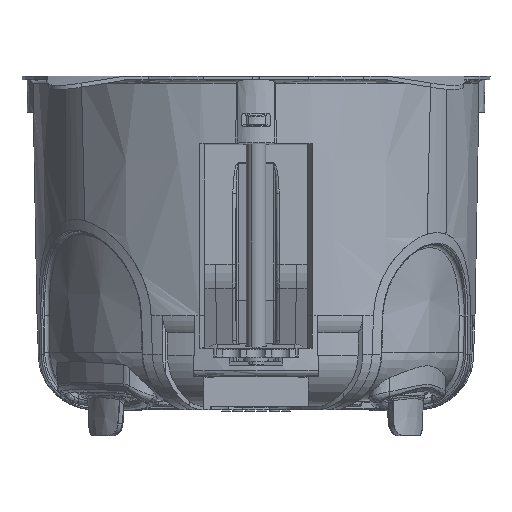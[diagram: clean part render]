
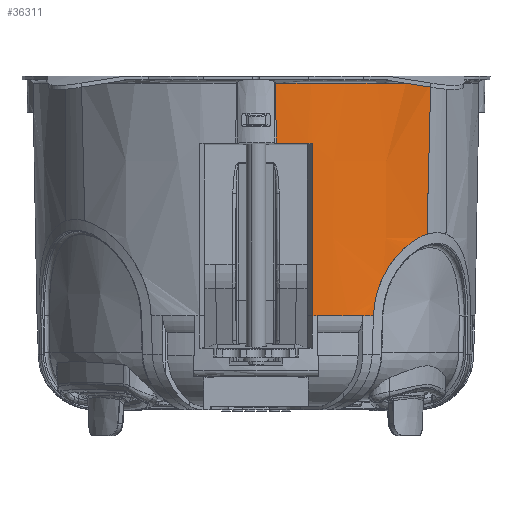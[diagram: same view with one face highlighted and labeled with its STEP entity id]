
A CAD part, front view. The second image highlights one B-rep face of the part: STEP entity #36311.
In plain terms, the highlighted conical face has half-angle 1 degrees and reference radius 33.812 mm.
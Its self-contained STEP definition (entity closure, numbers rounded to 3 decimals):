
#34003=AXIS2_PLACEMENT_3D('Circle Axis2P3D',#34001,#34002,$) ;
#36245=AXIS2_PLACEMENT_3D('Cone Axis2P3D',#36242,#36243,#36244) ;
#36249=AXIS2_PLACEMENT_3D('Circle Axis2P3D',#36247,#36248,$) ;
#36258=AXIS2_PLACEMENT_3D('Circle Axis2P3D',#36256,#36257,$) ;
#36265=AXIS2_PLACEMENT_3D('Circle Axis2P3D',#36263,#36264,$) ;
#33962=CARTESIAN_POINT('Vertex',(25.94,-21.184,-18.399)) ;
#33971=CARTESIAN_POINT('Vertex',(26.501,-21.126,4.509)) ;
#33975=CARTESIAN_POINT('Control Point',(26.501,-21.126,4.509)) ;
#33976=CARTESIAN_POINT('Control Point',(26.315,-21.146,-3.127)) ;
#33977=CARTESIAN_POINT('Control Point',(26.128,-21.166,-10.763)) ;
#33978=CARTESIAN_POINT('Control Point',(25.94,-21.184,-18.399)) ;
#33998=CARTESIAN_POINT('Vertex',(2.977,-33.76,4.509)) ;
#34001=CARTESIAN_POINT('Axis2P3D Location',(0.,0.,4.509)) ;
#35844=CARTESIAN_POINT('Control Point',(25.939,-21.185,-18.399)) ;
#35845=CARTESIAN_POINT('Control Point',(25.939,-21.185,-18.399)) ;
#35846=CARTESIAN_POINT('Control Point',(25.94,-21.185,-18.399)) ;
#35847=CARTESIAN_POINT('Control Point',(25.94,-21.185,-18.399)) ;
#35848=CARTESIAN_POINT('Control Point',(25.94,-21.185,-18.399)) ;
#35849=CARTESIAN_POINT('Control Point',(25.94,-21.184,-18.399)) ;
#35850=CARTESIAN_POINT('Vertex',(25.939,-21.185,-18.399)) ;
#35854=CARTESIAN_POINT('Control Point',(17.809,-28.109,-30.753)) ;
#35855=CARTESIAN_POINT('Control Point',(17.837,-28.108,-29.924)) ;
#35856=CARTESIAN_POINT('Control Point',(17.925,-28.069,-29.105)) ;
#35857=CARTESIAN_POINT('Control Point',(18.069,-27.993,-28.341)) ;
#35858=CARTESIAN_POINT('Control Point',(18.598,-27.693,-26.236)) ;
#35859=CARTESIAN_POINT('Control Point',(19.341,-27.219,-24.623)) ;
#35860=CARTESIAN_POINT('Control Point',(19.855,-26.867,-23.715)) ;
#35861=CARTESIAN_POINT('Control Point',(20.707,-26.247,-22.442)) ;
#35862=CARTESIAN_POINT('Control Point',(21.572,-25.555,-21.428)) ;
#35863=CARTESIAN_POINT('Control Point',(21.898,-25.284,-21.078)) ;
#35864=CARTESIAN_POINT('Control Point',(22.941,-24.387,-20.047)) ;
#35865=CARTESIAN_POINT('Control Point',(23.963,-23.406,-19.299)) ;
#35866=CARTESIAN_POINT('Control Point',(24.646,-22.696,-18.896)) ;
#35867=CARTESIAN_POINT('Control Point',(25.306,-21.955,-18.597)) ;
#35868=CARTESIAN_POINT('Control Point',(25.939,-21.185,-18.399)) ;
#35869=CARTESIAN_POINT('Vertex',(17.809,-28.109,-30.753)) ;
#36242=CARTESIAN_POINT('Axis2P3D Location',(0.,0.,0.)) ;
#36247=CARTESIAN_POINT('Axis2P3D Location',(0.,0.,-30.753)) ;
#36251=CARTESIAN_POINT('Vertex',(8.566,-32.154,-30.753)) ;
#36253=CARTESIAN_POINT('Vertex',(9.299,-31.95,-30.753)) ;
#36256=CARTESIAN_POINT('Axis2P3D Location',(0.,0.,-30.753)) ;
#36260=CARTESIAN_POINT('Vertex',(16.188,-29.073,-30.753)) ;
#36263=CARTESIAN_POINT('Axis2P3D Location',(0.,0.,-30.753)) ;
#36269=CARTESIAN_POINT('Control Point',(2.977,-33.76,4.509)) ;
#36270=CARTESIAN_POINT('Control Point',(3.01,-33.704,1.482)) ;
#36271=CARTESIAN_POINT('Control Point',(3.041,-33.648,-1.544)) ;
#36272=CARTESIAN_POINT('Control Point',(3.07,-33.593,-4.57)) ;
#36273=CARTESIAN_POINT('Vertex',(3.07,-33.593,-4.57)) ;
#36277=CARTESIAN_POINT('Control Point',(3.07,-33.593,-4.57)) ;
#36278=CARTESIAN_POINT('Control Point',(4.667,-33.447,-4.578)) ;
#36279=CARTESIAN_POINT('Control Point',(6.255,-33.186,-4.592)) ;
#36280=CARTESIAN_POINT('Control Point',(7.815,-32.814,-4.611)) ;
#36281=CARTESIAN_POINT('Vertex',(7.815,-32.814,-4.611)) ;
#36285=CARTESIAN_POINT('Control Point',(7.815,-32.814,-4.611)) ;
#36286=CARTESIAN_POINT('Control Point',(8.067,-32.754,-4.614)) ;
#36287=CARTESIAN_POINT('Control Point',(8.319,-32.691,-4.617)) ;
#36288=CARTESIAN_POINT('Control Point',(8.569,-32.625,-4.621)) ;
#36289=CARTESIAN_POINT('Vertex',(8.569,-32.625,-4.621)) ;
#36293=CARTESIAN_POINT('Control Point',(8.569,-32.625,-4.621)) ;
#36294=CARTESIAN_POINT('Control Point',(8.568,-32.468,-13.332)) ;
#36295=CARTESIAN_POINT('Control Point',(8.567,-32.311,-22.042)) ;
#36296=CARTESIAN_POINT('Control Point',(8.566,-32.154,-30.753)) ;
#34002=DIRECTION('Axis2P3D Direction',(0.,-0.,1.)) ;
#36243=DIRECTION('Axis2P3D Direction',(-0.,-0.,1.)) ;
#36244=DIRECTION('Axis2P3D XDirection',(-0.999,-0.053,0.)) ;
#36248=DIRECTION('Axis2P3D Direction',(0.,0.,1.)) ;
#36257=DIRECTION('Axis2P3D Direction',(0.,0.,1.)) ;
#36264=DIRECTION('Axis2P3D Direction',(0.,0.,1.)) ;
#36299=ORIENTED_EDGE('',*,*,#36255,.T.) ;
#36300=ORIENTED_EDGE('',*,*,#36262,.F.) ;
#36301=ORIENTED_EDGE('',*,*,#36267,.T.) ;
#36302=ORIENTED_EDGE('',*,*,#35871,.T.) ;
#36303=ORIENTED_EDGE('',*,*,#35852,.T.) ;
#36304=ORIENTED_EDGE('',*,*,#33979,.F.) ;
#36305=ORIENTED_EDGE('',*,*,#34005,.T.) ;
#36306=ORIENTED_EDGE('',*,*,#36275,.F.) ;
#36307=ORIENTED_EDGE('',*,*,#36283,.T.) ;
#36308=ORIENTED_EDGE('',*,*,#36291,.F.) ;
#36309=ORIENTED_EDGE('',*,*,#36297,.F.) ;
#36311=ADVANCED_FACE('boite 1 poste p40 \X2\00E9\X0\tanche\\Boite etanche prof 50mm EG00419 en PP rigide',(#36310),#36246,.T.) ;
#33974=B_SPLINE_CURVE_WITH_KNOTS('',3,(#33975,#33976,#33977,#33978),.UNSPECIFIED.,.F.,.U.,(4,4),(0.,32.406),.UNSPECIFIED.) ;
#35843=B_SPLINE_CURVE_WITH_KNOTS('',5,(#35844,#35845,#35846,#35847,#35848,#35849),.UNSPECIFIED.,.F.,.U.,(6,6),(40.512,40.516),.UNSPECIFIED.) ;
#35853=B_SPLINE_CURVE_WITH_KNOTS('',5,(#35854,#35855,#35856,#35857,#35858,#35859,#35860,#35861,#35862,#35863,#35864,#35865,#35866,#35867,#35868),.UNSPECIFIED.,.F.,.U.,(6,3,3,3,6),(0.032,5.909,17.643,24.767,40.512),.UNSPECIFIED.) ;
#36268=B_SPLINE_CURVE_WITH_KNOTS('',3,(#36269,#36270,#36271,#36272),.UNSPECIFIED.,.F.,.U.,(4,4),(9.976,22.818),.UNSPECIFIED.) ;
#36276=B_SPLINE_CURVE_WITH_KNOTS('',3,(#36277,#36278,#36279,#36280),.UNSPECIFIED.,.F.,.U.,(4,4),(15.641,22.456),.UNSPECIFIED.) ;
#36284=B_SPLINE_CURVE_WITH_KNOTS('',3,(#36285,#36286,#36287,#36288),.UNSPECIFIED.,.F.,.U.,(4,4),(0.,1.101),.UNSPECIFIED.) ;
#36292=B_SPLINE_CURVE_WITH_KNOTS('',3,(#36293,#36294,#36295,#36296),.UNSPECIFIED.,.F.,.U.,(4,4),(22.889,59.851),.UNSPECIFIED.) ;
#34004=CIRCLE('generated circle',#34003,33.891) ;
#36250=CIRCLE('generated circle',#36249,33.276) ;
#36259=CIRCLE('generated circle',#36258,33.276) ;
#36266=CIRCLE('generated circle',#36265,33.276) ;
#36246=CONICAL_SURFACE('Cone',#36245,33.813,0.017) ;
#33979=EDGE_CURVE('',#33972,#33963,#33974,.T.) ;
#34005=EDGE_CURVE('',#33972,#33999,#34004,.F.) ;
#35852=EDGE_CURVE('',#35851,#33963,#35843,.T.) ;
#35871=EDGE_CURVE('',#35870,#35851,#35853,.T.) ;
#36255=EDGE_CURVE('',#36252,#36254,#36250,.T.) ;
#36262=EDGE_CURVE('',#36261,#36254,#36259,.F.) ;
#36267=EDGE_CURVE('',#36261,#35870,#36266,.T.) ;
#36275=EDGE_CURVE('',#36274,#33999,#36268,.F.) ;
#36283=EDGE_CURVE('',#36274,#36282,#36276,.T.) ;
#36291=EDGE_CURVE('',#36290,#36282,#36284,.F.) ;
#36297=EDGE_CURVE('',#36252,#36290,#36292,.F.) ;
#36298=EDGE_LOOP('',(#36299,#36300,#36301,#36302,#36303,#36304,#36305,#36306,#36307,#36308,#36309)) ;
#36310=FACE_OUTER_BOUND('',#36298,.T.) ;
#33963=VERTEX_POINT('',#33962) ;
#33972=VERTEX_POINT('',#33971) ;
#33999=VERTEX_POINT('',#33998) ;
#35851=VERTEX_POINT('',#35850) ;
#35870=VERTEX_POINT('',#35869) ;
#36252=VERTEX_POINT('',#36251) ;
#36254=VERTEX_POINT('',#36253) ;
#36261=VERTEX_POINT('',#36260) ;
#36274=VERTEX_POINT('',#36273) ;
#36282=VERTEX_POINT('',#36281) ;
#36290=VERTEX_POINT('',#36289) ;
